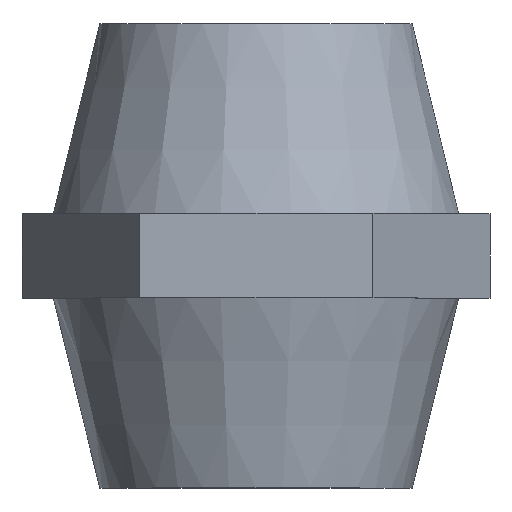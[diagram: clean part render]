
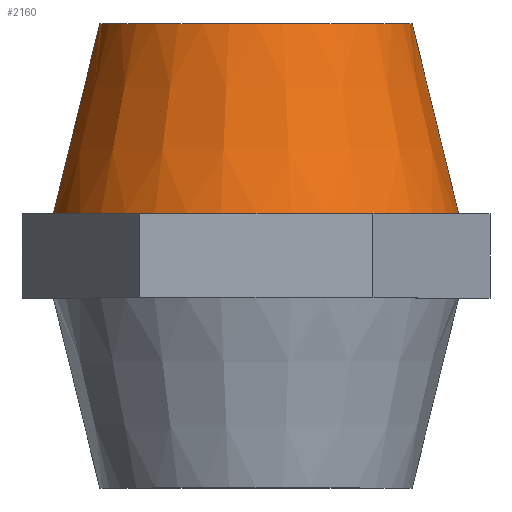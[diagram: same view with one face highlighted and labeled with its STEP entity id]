
A CAD part, top view. The second image highlights one B-rep face of the part: STEP entity #2160.
In plain terms, the highlighted conical face has half-angle 13.736 degrees and reference radius 18.5 mm.
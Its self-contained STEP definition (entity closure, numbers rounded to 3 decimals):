
#126 = AXIS2_PLACEMENT_3D ( 'NONE', #135, #1905, #2198 ) ;
#135 = CARTESIAN_POINT ( 'NONE',  ( 0., 5., 0. ) ) ;
#160 = DIRECTION ( 'NONE',  ( 0., 1., 0. ) ) ;
#161 = CARTESIAN_POINT ( 'NONE',  ( -18.5, 27.5, 0. ) ) ;
#171 = VERTEX_POINT ( 'NONE', #781 ) ;
#224 = CONICAL_SURFACE ( 'NONE', #2009, 18.5, 0.24 ) ;
#237 = CIRCLE ( 'NONE', #2149, 24. ) ;
#266 = VERTEX_POINT ( 'NONE', #2320 ) ;
#293 = EDGE_CURVE ( 'NONE', #1277, #3325, #1523, .T. ) ;
#312 = CARTESIAN_POINT ( 'NONE',  ( 0., 27.5, 0. ) ) ;
#314 = VECTOR ( 'NONE', #3153, 1000. ) ;
#329 = DIRECTION ( 'NONE',  ( -1., 0., 0. ) ) ;
#503 = VERTEX_POINT ( 'NONE', #1619 ) ;
#505 = VECTOR ( 'NONE', #3698, 1000. ) ;
#521 = EDGE_CURVE ( 'NONE', #266, #3163, #966, .T. ) ;
#573 = EDGE_CURVE ( 'NONE', #171, #696, #3406, .T. ) ;
#679 = CIRCLE ( 'NONE', #2510, 24. ) ;
#696 = VERTEX_POINT ( 'NONE', #3004 ) ;
#749 = DIRECTION ( 'NONE',  ( 0., -1., 0. ) ) ;
#774 = CARTESIAN_POINT ( 'NONE',  ( 0., 5., 0. ) ) ;
#781 = CARTESIAN_POINT ( 'NONE',  ( -18.5, 27.5, 0. ) ) ;
#966 = CIRCLE ( 'NONE', #126, 24. ) ;
#987 = ORIENTED_EDGE ( 'NONE', *, *, #2959, .T. ) ;
#1075 = ORIENTED_EDGE ( 'NONE', *, *, #1987, .T. ) ;
#1102 = DIRECTION ( 'NONE',  ( 0., 1., 0. ) ) ;
#1138 = ORIENTED_EDGE ( 'NONE', *, *, #521, .T. ) ;
#1195 = FACE_OUTER_BOUND ( 'NONE', #2906, .T. ) ;
#1277 = VERTEX_POINT ( 'NONE', #2972 ) ;
#1397 = CARTESIAN_POINT ( 'NONE',  ( 18.5, 27.5, 0. ) ) ;
#1439 = ORIENTED_EDGE ( 'NONE', *, *, #573, .T. ) ;
#1523 = LINE ( 'NONE', #1397, #314 ) ;
#1619 = CARTESIAN_POINT ( 'NONE',  ( 20.785, 5., 12. ) ) ;
#1646 = CARTESIAN_POINT ( 'NONE',  ( 0., 5., 0. ) ) ;
#1857 = ORIENTED_EDGE ( 'NONE', *, *, #3558, .F. ) ;
#1905 = DIRECTION ( 'NONE',  ( 0., 1., 0. ) ) ;
#1987 = EDGE_CURVE ( 'NONE', #3163, #503, #3019, .T. ) ;
#2009 = AXIS2_PLACEMENT_3D ( 'NONE', #2778, #749, #2499 ) ;
#2099 = CARTESIAN_POINT ( 'NONE',  ( 24., 5., 0. ) ) ;
#2149 = AXIS2_PLACEMENT_3D ( 'NONE', #3383, #160, #3044 ) ;
#2160 = ADVANCED_FACE ( 'NONE', ( #1195 ), #224, .T. ) ;
#2198 = DIRECTION ( 'NONE',  ( -1., 0., 0. ) ) ;
#2233 = EDGE_CURVE ( 'NONE', #503, #3325, #679, .T. ) ;
#2320 = CARTESIAN_POINT ( 'NONE',  ( -20.785, 5., 12. ) ) ;
#2371 = DIRECTION ( 'NONE',  ( 0., 1., 0. ) ) ;
#2453 = AXIS2_PLACEMENT_3D ( 'NONE', #1646, #1102, #2842 ) ;
#2499 = DIRECTION ( 'NONE',  ( 1., 0., 0. ) ) ;
#2510 = AXIS2_PLACEMENT_3D ( 'NONE', #774, #3720, #2848 ) ;
#2744 = ORIENTED_EDGE ( 'NONE', *, *, #2233, .T. ) ;
#2778 = CARTESIAN_POINT ( 'NONE',  ( 0., 27.5, 0. ) ) ;
#2842 = DIRECTION ( 'NONE',  ( -1., 0., 0. ) ) ;
#2848 = DIRECTION ( 'NONE',  ( -1., 0., 0. ) ) ;
#2906 = EDGE_LOOP ( 'NONE', ( #1857, #1439, #987, #1138, #1075, #2744, #2951 ) ) ;
#2951 = ORIENTED_EDGE ( 'NONE', *, *, #293, .F. ) ;
#2959 = EDGE_CURVE ( 'NONE', #696, #266, #237, .T. ) ;
#2972 = CARTESIAN_POINT ( 'NONE',  ( 18.5, 27.5, 0. ) ) ;
#2979 = AXIS2_PLACEMENT_3D ( 'NONE', #312, #2371, #329 ) ;
#3004 = CARTESIAN_POINT ( 'NONE',  ( -24., 5., 0. ) ) ;
#3019 = CIRCLE ( 'NONE', #2453, 24. ) ;
#3044 = DIRECTION ( 'NONE',  ( -1., 0., 0. ) ) ;
#3153 = DIRECTION ( 'NONE',  ( 0.237, -0.971, 0. ) ) ;
#3163 = VERTEX_POINT ( 'NONE', #3453 ) ;
#3267 = CIRCLE ( 'NONE', #2979, 18.5 ) ;
#3325 = VERTEX_POINT ( 'NONE', #2099 ) ;
#3383 = CARTESIAN_POINT ( 'NONE',  ( 0., 5., 0. ) ) ;
#3406 = LINE ( 'NONE', #161, #505 ) ;
#3453 = CARTESIAN_POINT ( 'NONE',  ( 0., 5., 24. ) ) ;
#3558 = EDGE_CURVE ( 'NONE', #171, #1277, #3267, .T. ) ;
#3698 = DIRECTION ( 'NONE',  ( -0.237, -0.971, 0. ) ) ;
#3720 = DIRECTION ( 'NONE',  ( 0., 1., 0. ) ) ;
